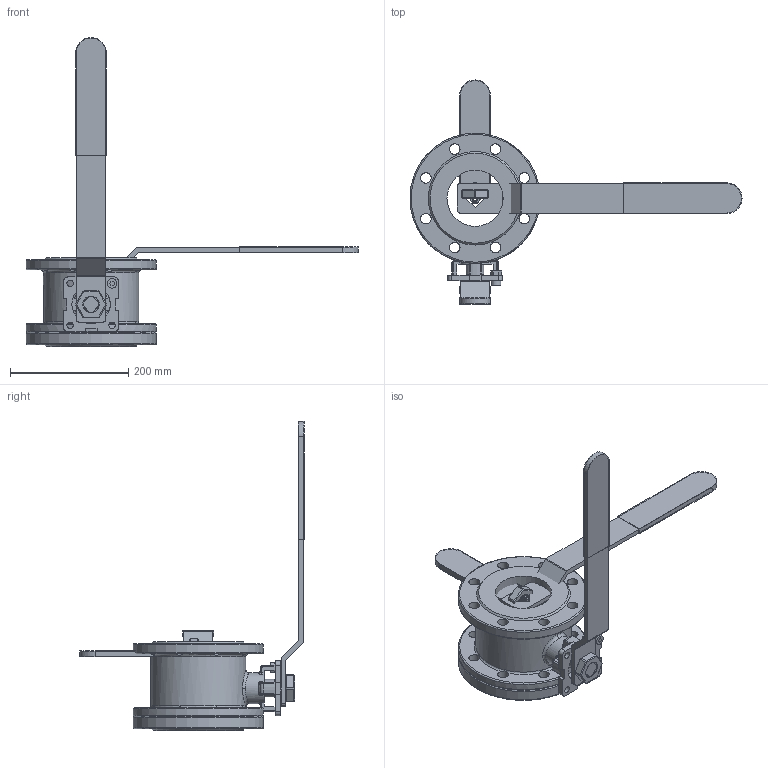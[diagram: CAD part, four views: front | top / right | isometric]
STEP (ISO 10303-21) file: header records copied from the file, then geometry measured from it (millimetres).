
FILE_DESCRIPTION( ( 'Unknown' ), '1' );
FILE_NAME( '8.440.100_mit Handhebel.stp', 'Unknown', ( 'Unknown' ), ( 'Unknown' ), 'PSStep 13.0', 'Unknown', ' ' );
FILE_SCHEMA( ( 'AUTOMOTIVE_DESIGN { 1 0 10303 214 1 1 1 1 }' ) );
Length unit declared in the file: millimetre
Products named in the file (8): Handhebel 8.440.100_125_Nacharbeit Hebel 4.150.125-150 ; Assem1; Handhebel 125-150_Nacharbeit; Ummantelung  125-150; 8.440.100_; DIN912_M10x18; M10_MU.1_0; DIN934_M30_niedrig
Bounding box: 561 x 379.1 x 522.25 mm (x, y, z)
Volume: 6616143.8 mm3; surface area: 870988.8 mm2
Topology: 14 solids, 14 shells, 551 faces, 1566 edges, 1014 vertices
Faces by surface type: plane 282, cylinder 155, bspline 50, cone 42, torus 22
Full cylindrical faces by diameter (mm): 10 x2, 11 x8, 16 x2, 18 x32, 26.211 x2, 30 x2, 36.8 x2, 52.5 x2, 65 x2, 95 x2, 161 x2, 220 x6
Entity records: 19902 total; most frequent: CARTESIAN_POINT 11397, ORIENTED_EDGE 1346, DIRECTION 1231, EDGE_CURVE 673, AXIS2_PLACEMENT_3D 459, VERTEX_POINT 453, EDGE_LOOP 346, LINE 313
